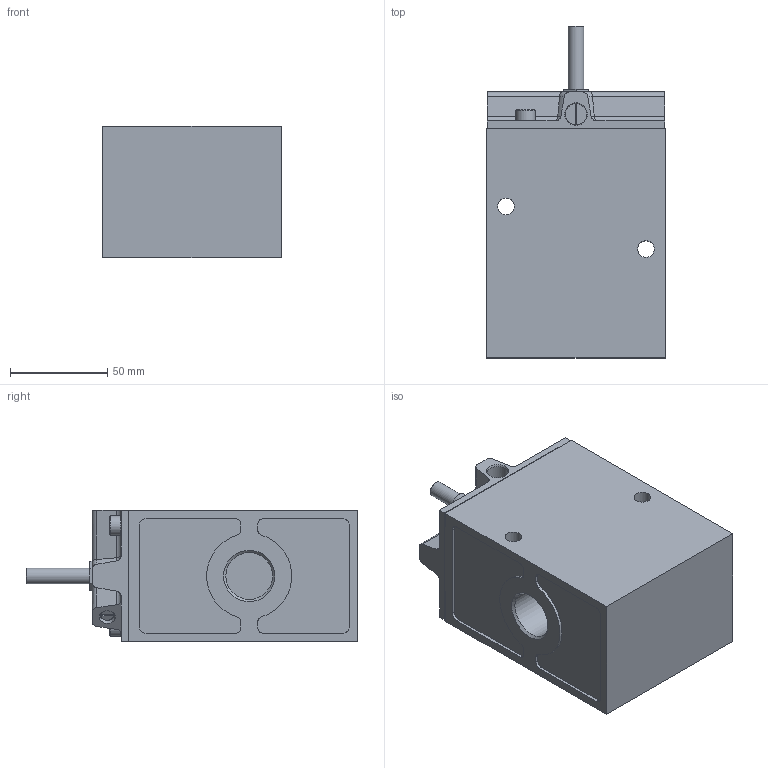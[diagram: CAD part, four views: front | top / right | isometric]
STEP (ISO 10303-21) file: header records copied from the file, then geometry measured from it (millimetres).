
FILE_DESCRIPTION(/* description */ ('STEP AP214'),/* implementation_level */ '2;1');
FILE_NAME(/* name */ '11969_MOFH-3-3_4',/* time_stamp */ '2024-09-06T19:44:25+02:00',/* author */ ('License CC BY-ND 4.0'),/* organization */ ('CADENAS'),/* preprocessor_version */ 'ST-DEVELOPER v19.3',/* originating_system */ 'PARTsolutions',/* authorisation */ ' ');
FILE_SCHEMA (('AUTOMOTIVE_DESIGN {1 0 10303 214 3 1 1}'));
Length unit declared in the file: millimetre
Products named in the file (1): 11969 MOFH-3-3/4
Bounding box: 92 x 171 x 68 mm (x, y, z)
Volume: 742827.8 mm3; surface area: 66904.6 mm2
Topology: 1 solids, 1 shells, 175 faces, 422 edges, 263 vertices
Faces by surface type: plane 86, cylinder 52, cone 31, torus 6
Full cylindrical faces by diameter (mm): 4.134 x1, 8 x1, 8.6 x2, 10 x2, 11 x1, 24.117 x3
Entity records: 4987 total; most frequent: CARTESIAN_POINT 964, DIRECTION 847, ORIENTED_EDGE 782, EDGE_CURVE 391, AXIS2_PLACEMENT_3D 318, VERTEX_POINT 259, FACE_BOUND 220, EDGE_LOOP 217
